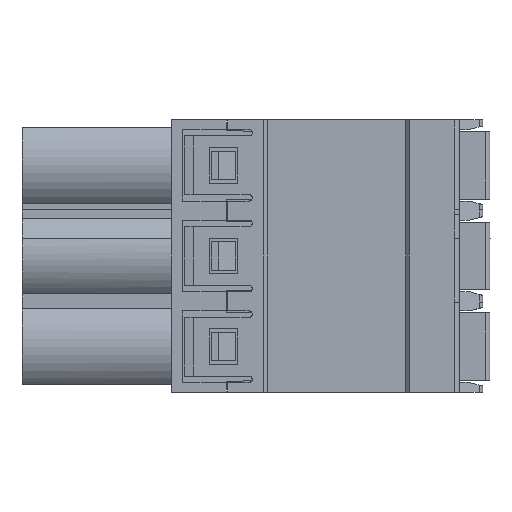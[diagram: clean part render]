
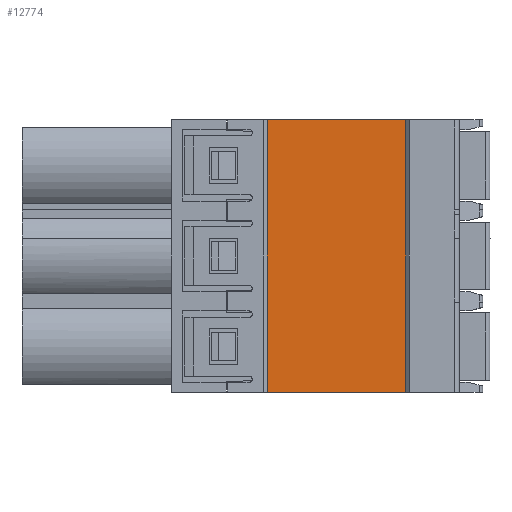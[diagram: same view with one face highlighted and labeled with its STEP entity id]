
A CAD part, front view. The second image highlights one B-rep face of the part: STEP entity #12774.
In plain terms, the highlighted planar face has unit normal (0, -1, 0).
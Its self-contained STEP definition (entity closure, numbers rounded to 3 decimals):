
#206=CARTESIAN_POINT('',(13.19,0.23,-4.48));
#207=VERTEX_POINT('',#206);
#214=CARTESIAN_POINT('',(5.44,0.23,-4.48));
#215=VERTEX_POINT('',#214);
#216=CARTESIAN_POINT('',(13.19,0.23,-4.48));
#217=DIRECTION('',(-1.,0.,0.));
#218=VECTOR('',#217,7.75);
#219=LINE('',#216,#218);
#220=EDGE_CURVE('',#207,#215,#219,.T.);
#12734=CARTESIAN_POINT('',(13.19,0.23,10.755));
#12735=VERTEX_POINT('',#12734);
#12742=CARTESIAN_POINT('',(13.19,0.23,10.755));
#12743=DIRECTION('',(0.,0.,-1.));
#12744=VECTOR('',#12743,15.235);
#12745=LINE('',#12742,#12744);
#12746=EDGE_CURVE('',#12735,#207,#12745,.T.);
#12751=CARTESIAN_POINT('',(9.315,0.23,3.138));
#12752=DIRECTION('',(0.,0.,1.));
#12753=DIRECTION('',(0.,-1.,0.));
#12754=AXIS2_PLACEMENT_3D('',#12751,#12753,#12752);
#12755=PLANE('',#12754);
#12756=ORIENTED_EDGE('',*,*,#220,.F.);
#12757=ORIENTED_EDGE('',*,*,#12746,.F.);
#12758=CARTESIAN_POINT('',(5.44,0.23,10.755));
#12759=VERTEX_POINT('',#12758);
#12760=CARTESIAN_POINT('',(13.19,0.23,10.755));
#12761=DIRECTION('',(-1.,0.,0.));
#12762=VECTOR('',#12761,7.75);
#12763=LINE('',#12760,#12762);
#12764=EDGE_CURVE('',#12735,#12759,#12763,.T.);
#12765=ORIENTED_EDGE('',*,*,#12764,.T.);
#12766=CARTESIAN_POINT('',(5.44,0.23,10.755));
#12767=DIRECTION('',(0.,0.,-1.));
#12768=VECTOR('',#12767,15.235);
#12769=LINE('',#12766,#12768);
#12770=EDGE_CURVE('',#12759,#215,#12769,.T.);
#12771=ORIENTED_EDGE('',*,*,#12770,.T.);
#12772=EDGE_LOOP('',(#12756,#12757,#12765,#12771));
#12773=FACE_OUTER_BOUND('',#12772,.T.);
#12774=ADVANCED_FACE('',(#12773),#12755,.T.);
